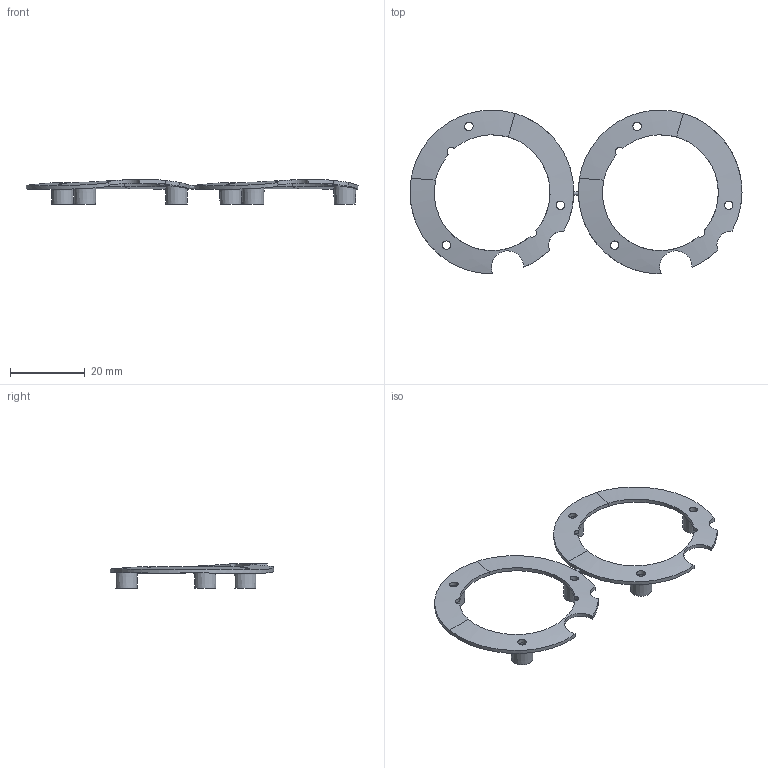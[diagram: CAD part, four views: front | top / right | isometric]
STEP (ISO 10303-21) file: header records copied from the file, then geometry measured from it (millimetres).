
FILE_DESCRIPTION(/* description */ ('','CAx-IF Rec.Pracs.---Representation and Presentation of Product Manufacturing Information (PMI)---4.0---2014-10-13'),/* implementation_level */ '2;1');
FILE_NAME(/* name */ 'DoubleThreadHolder.step',/* time_stamp */ '2025-02-12T01:28:45-08:00',/* author */ (''),/* organization */ (''),/* preprocessor_version */ 'ST-DEVELOPER v20',/* originating_system */ 'Autodesk Translation Framework v13.20.0.188',/* authorisation */ '');
FILE_SCHEMA (('AP242_MANAGED_MODEL_BASED_3D_ENGINEERING_MIM_LF { 1 0 10303 442 1 1 4 }'));
Length unit declared in the file: millimetre
Products named in the file (1): RemovableGateOEM
Bounding box: 88.8 x 43.78 x 6.68 mm (x, y, z)
Volume: 1824.4 mm3; surface area: 4078.9 mm2
Topology: 1 solids, 1 shells, 71 faces, 183 edges, 122 vertices
Faces by surface type: bspline 26, cone 18, cylinder 15, plane 12
Full cylindrical faces by diameter (mm): 1 x1, 2.25 x6
Entity records: 9358 total; most frequent: CARTESIAN_POINT 7789, ORIENTED_EDGE 366, DIRECTION 209, EDGE_CURVE 183, VERTEX_POINT 122, B_SPLINE_CURVE_WITH_KNOTS 106, EDGE_LOOP 95, AXIS2_PLACEMENT_3D 86
